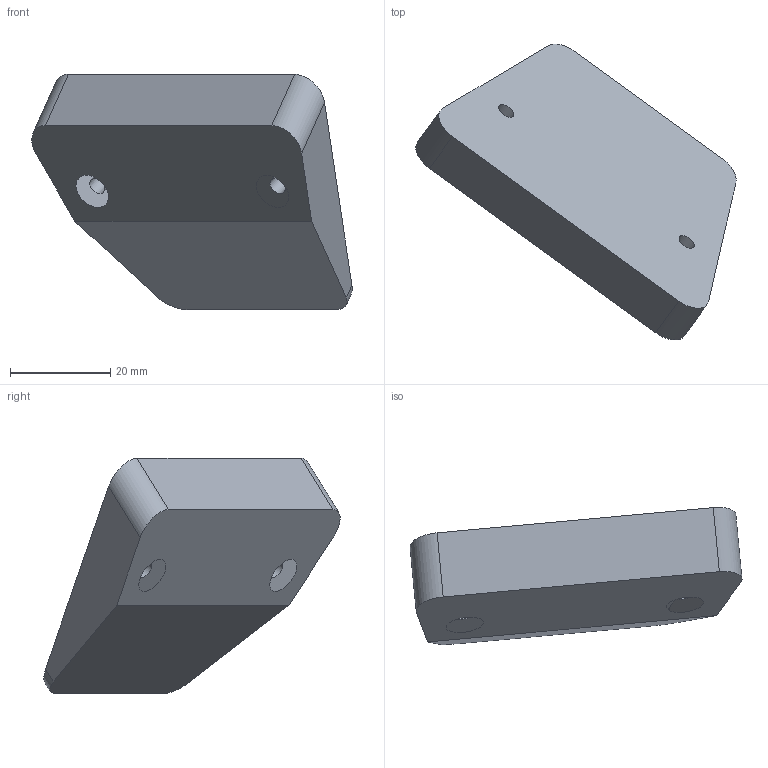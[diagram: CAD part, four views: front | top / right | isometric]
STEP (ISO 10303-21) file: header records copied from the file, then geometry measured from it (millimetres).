
FILE_DESCRIPTION(/* description */ (''),/* implementation_level */ '2;1');
FILE_NAME(/* name */ 'Mount Clamp x 3.step',/* time_stamp */ '2023-10-02T16:20:33-04:00',/* author */ (''),/* organization */ (''),/* preprocessor_version */ 'ST-DEVELOPER v20',/* originating_system */ 'Autodesk Translation Framework v12.9.0.99',/* authorisation */ '');
FILE_SCHEMA (('AUTOMOTIVE_DESIGN { 1 0 10303 214 3 1 1 }'));
Length unit declared in the file: millimetre
Products named in the file (3): LED Dodecahedron LED Cutout; 3D Printed Parts; Mount Guide
Assembly tree (2 placements, depth 2):
  LED Dodecahedron LED Cutout
    3D Printed Parts
    Mount Guide
Bounding box: 63.88 x 59.07 x 46.92 mm (x, y, z)
Volume: 27804.9 mm3; surface area: 7944.1 mm2
Topology: 1 solids, 1 shells, 15 faces, 38 edges, 25 vertices
Faces by surface type: plane 7, cylinder 6, cone 2
Full cylindrical faces by diameter (mm): 3.5 x2
Entity records: 551 total; most frequent: DIRECTION 93, CARTESIAN_POINT 83, ORIENTED_EDGE 76, EDGE_CURVE 38, AXIS2_PLACEMENT_3D 35, VERTEX_POINT 25, LINE 23, VECTOR 23
